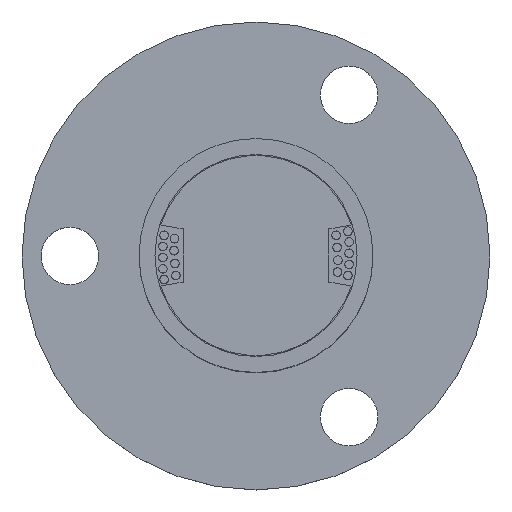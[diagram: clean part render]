
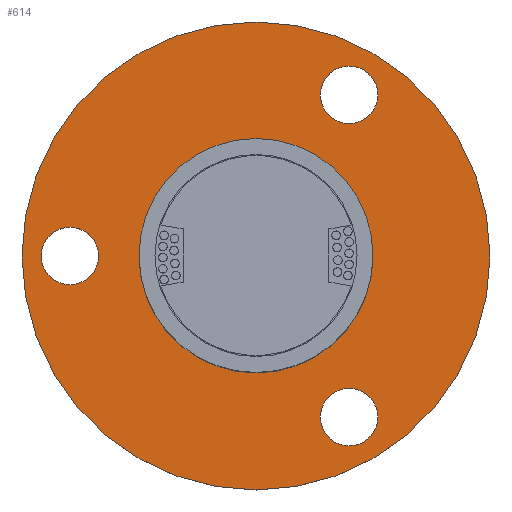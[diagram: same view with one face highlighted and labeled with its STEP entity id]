
A CAD part, top view. The second image highlights one B-rep face of the part: STEP entity #614.
In plain terms, the highlighted planar face has unit normal (0, 0, 1).
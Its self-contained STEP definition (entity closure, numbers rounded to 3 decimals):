
#85=PLANE('',#2645);
#142=FACE_BOUND('',#957,.T.);
#143=FACE_BOUND('',#958,.T.);
#144=FACE_BOUND('',#959,.T.);
#145=FACE_BOUND('',#960,.T.);
#146=FACE_BOUND('',#961,.T.);
#614=ADVANCED_FACE('',(#142,#143,#144,#145,#146),#85,.F.);
#957=EDGE_LOOP('',(#1566,#1567));
#958=EDGE_LOOP('',(#1568,#1569));
#959=EDGE_LOOP('',(#1570,#1571));
#960=EDGE_LOOP('',(#1572,#1573));
#961=EDGE_LOOP('',(#1574,#1575));
#1566=ORIENTED_EDGE('',*,*,#2096,.F.);
#1567=ORIENTED_EDGE('',*,*,#2097,.F.);
#1568=ORIENTED_EDGE('',*,*,#2095,.F.);
#1569=ORIENTED_EDGE('',*,*,#2093,.F.);
#1570=ORIENTED_EDGE('',*,*,#2091,.F.);
#1571=ORIENTED_EDGE('',*,*,#2089,.F.);
#1572=ORIENTED_EDGE('',*,*,#2083,.T.);
#1573=ORIENTED_EDGE('',*,*,#2082,.T.);
#1574=ORIENTED_EDGE('',*,*,#2087,.F.);
#1575=ORIENTED_EDGE('',*,*,#2086,.F.);
#1780=VERTEX_POINT('',#4088);
#1781=VERTEX_POINT('',#4090);
#1782=VERTEX_POINT('',#4096);
#1783=VERTEX_POINT('',#4098);
#1784=VERTEX_POINT('',#4104);
#1785=VERTEX_POINT('',#4106);
#1786=VERTEX_POINT('',#4112);
#1787=VERTEX_POINT('',#4114);
#1788=VERTEX_POINT('',#4120);
#1789=VERTEX_POINT('',#4121);
#2082=EDGE_CURVE('',#1780,#1781,#2288,.T.);
#2083=EDGE_CURVE('',#1781,#1780,#2289,.T.);
#2086=EDGE_CURVE('',#1783,#1782,#2290,.T.);
#2087=EDGE_CURVE('',#1782,#1783,#2291,.T.);
#2089=EDGE_CURVE('',#1784,#1785,#2292,.T.);
#2091=EDGE_CURVE('',#1785,#1784,#2293,.T.);
#2093=EDGE_CURVE('',#1786,#1787,#2294,.T.);
#2095=EDGE_CURVE('',#1787,#1786,#2295,.T.);
#2096=EDGE_CURVE('',#1788,#1789,#2296,.T.);
#2097=EDGE_CURVE('',#1789,#1788,#2297,.T.);
#2288=CIRCLE('',#2627,11.);
#2289=CIRCLE('',#2629,11.);
#2290=CIRCLE('',#2631,22.);
#2291=CIRCLE('',#2633,22.);
#2292=CIRCLE('',#2635,2.7);
#2293=CIRCLE('',#2637,2.7);
#2294=CIRCLE('',#2639,2.7);
#2295=CIRCLE('',#2641,2.7);
#2296=CIRCLE('',#2643,2.7);
#2297=CIRCLE('',#2644,2.7);
#2627=AXIS2_PLACEMENT_3D('',#4091,#3410,#3411);
#2629=AXIS2_PLACEMENT_3D('',#4093,#3414,#3415);
#2631=AXIS2_PLACEMENT_3D('',#4099,#3420,#3421);
#2633=AXIS2_PLACEMENT_3D('',#4101,#3424,#3425);
#2635=AXIS2_PLACEMENT_3D('',#4105,#3429,#3430);
#2637=AXIS2_PLACEMENT_3D('',#4109,#3434,#3435);
#2639=AXIS2_PLACEMENT_3D('',#4113,#3439,#3440);
#2641=AXIS2_PLACEMENT_3D('',#4117,#3444,#3445);
#2643=AXIS2_PLACEMENT_3D('',#4119,#3448,#3449);
#2644=AXIS2_PLACEMENT_3D('',#4122,#3450,#3451);
#2645=AXIS2_PLACEMENT_3D('',#4123,#3452,#3453);
#3410=DIRECTION('',(0.,0.,-1.));
#3411=DIRECTION('',(-1.,0.,0.));
#3414=DIRECTION('',(0.,0.,-1.));
#3415=DIRECTION('',(-1.,0.,0.));
#3420=DIRECTION('',(0.,0.,-1.));
#3421=DIRECTION('',(-1.,0.,0.));
#3424=DIRECTION('',(0.,0.,-1.));
#3425=DIRECTION('',(-1.,0.,0.));
#3429=DIRECTION('',(0.,0.,1.));
#3430=DIRECTION('',(-1.,0.,0.));
#3434=DIRECTION('',(0.,0.,1.));
#3435=DIRECTION('',(-1.,0.,0.));
#3439=DIRECTION('',(0.,0.,1.));
#3440=DIRECTION('',(-1.,0.,0.));
#3444=DIRECTION('',(0.,0.,1.));
#3445=DIRECTION('',(-1.,0.,0.));
#3448=DIRECTION('',(0.,0.,1.));
#3449=DIRECTION('',(-1.,0.,0.));
#3450=DIRECTION('',(0.,0.,1.));
#3451=DIRECTION('',(-1.,0.,0.));
#3452=DIRECTION('',(0.,0.,-1.));
#3453=DIRECTION('',(1.,0.,0.));
#4088=CARTESIAN_POINT('',(11.,0.,16.4));
#4090=CARTESIAN_POINT('',(-11.,0.,16.4));
#4091=CARTESIAN_POINT('',(0.,0.,16.4));
#4093=CARTESIAN_POINT('',(0.,0.,16.4));
#4096=CARTESIAN_POINT('',(-22.,0.,16.4));
#4098=CARTESIAN_POINT('',(22.,0.,16.4));
#4099=CARTESIAN_POINT('',(0.,0.,16.4));
#4101=CARTESIAN_POINT('',(0.,0.,16.4));
#4104=CARTESIAN_POINT('',(-14.8,0.,16.4));
#4105=CARTESIAN_POINT('',(-17.5,0.,16.4));
#4106=CARTESIAN_POINT('',(-20.2,0.,16.4));
#4109=CARTESIAN_POINT('',(-17.5,0.,16.4));
#4112=CARTESIAN_POINT('',(11.45,-15.155,16.4));
#4113=CARTESIAN_POINT('',(8.75,-15.155,16.4));
#4114=CARTESIAN_POINT('',(6.05,-15.155,16.4));
#4117=CARTESIAN_POINT('',(8.75,-15.155,16.4));
#4119=CARTESIAN_POINT('',(8.75,15.155,16.4));
#4120=CARTESIAN_POINT('',(6.05,15.155,16.4));
#4121=CARTESIAN_POINT('',(11.45,15.155,16.4));
#4122=CARTESIAN_POINT('',(8.75,15.155,16.4));
#4123=CARTESIAN_POINT('',(0.,0.,16.4));
